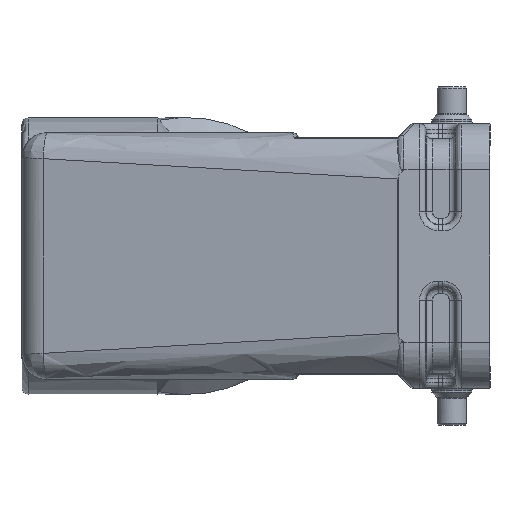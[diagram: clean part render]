
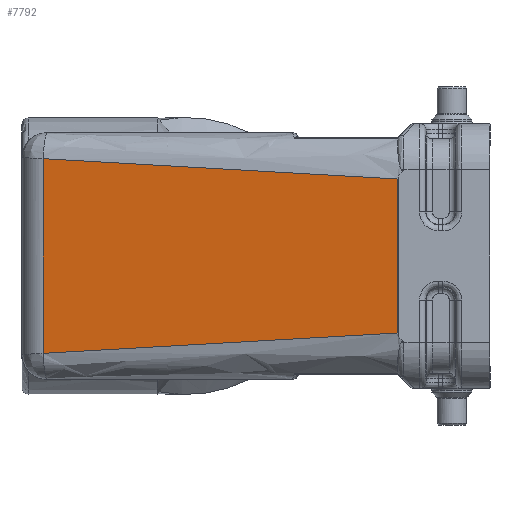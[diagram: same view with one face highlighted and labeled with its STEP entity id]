
A CAD part, left-side view. The second image highlights one B-rep face of the part: STEP entity #7792.
In plain terms, the highlighted planar face has unit normal (-0.99, 0.139, 0).
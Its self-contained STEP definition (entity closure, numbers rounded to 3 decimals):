
#5316=PLANE('',#16520);
#5618=FACE_OUTER_BOUND('',#8863,.T.);
#6406=LINE('',#22352,#7199);
#6407=LINE('',#22354,#7200);
#6408=LINE('',#22356,#7201);
#6409=LINE('',#22358,#7202);
#7199=VECTOR('',#18224,1.);
#7200=VECTOR('',#18225,1.);
#7201=VECTOR('',#18226,1.);
#7202=VECTOR('',#18227,1.);
#7792=ADVANCED_FACE('',(#5618),#5316,.T.);
#8863=EDGE_LOOP('',(#10894,#10895,#10896,#10897));
#10894=ORIENTED_EDGE('',*,*,#14771,.T.);
#10895=ORIENTED_EDGE('',*,*,#14772,.T.);
#10896=ORIENTED_EDGE('',*,*,#14773,.T.);
#10897=ORIENTED_EDGE('',*,*,#14774,.T.);
#13538=VERTEX_POINT('',#22198);
#13540=VERTEX_POINT('',#22353);
#13541=VERTEX_POINT('',#22355);
#13542=VERTEX_POINT('',#22357);
#14771=EDGE_CURVE('',#13540,#13538,#6406,.T.);
#14772=EDGE_CURVE('',#13538,#13541,#6407,.T.);
#14773=EDGE_CURVE('',#13541,#13542,#6408,.T.);
#14774=EDGE_CURVE('',#13542,#13540,#6409,.T.);
#16520=AXIS2_PLACEMENT_3D('',#22359,#18228,#18229);
#18224=DIRECTION('',(0.,0.,-1.));
#18225=DIRECTION('',(-0.139,-0.989,0.057));
#18226=DIRECTION('',(0.,0.,1.));
#18227=DIRECTION('',(0.139,0.989,0.057));
#18228=DIRECTION('',(-0.99,0.139,0.));
#18229=DIRECTION('',(-0.139,-0.99,0.));
#22198=CARTESIAN_POINT('',(-38.661,10.557,-15.802));
#22352=CARTESIAN_POINT('',(-38.661,10.557,15.802));
#22353=CARTESIAN_POINT('',(-38.661,10.557,15.802));
#22354=CARTESIAN_POINT('',(-38.661,10.557,-15.802));
#22355=CARTESIAN_POINT('',(-46.74,-46.931,-12.504));
#22356=CARTESIAN_POINT('',(-46.74,-46.931,-12.504));
#22357=CARTESIAN_POINT('',(-46.74,-46.931,12.504));
#22358=CARTESIAN_POINT('',(-46.74,-46.931,12.504));
#22359=CARTESIAN_POINT('',(-37.734,17.149,-16.802));
